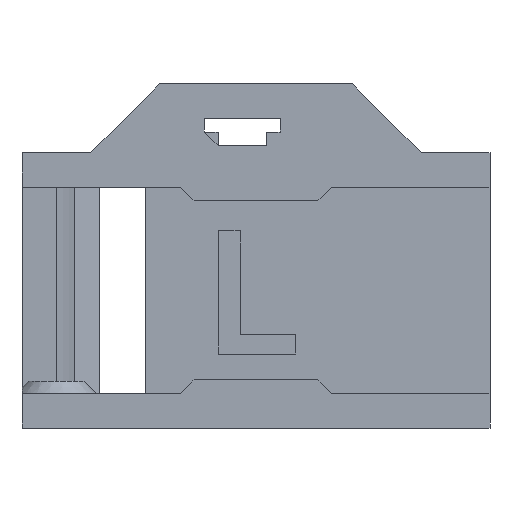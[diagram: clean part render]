
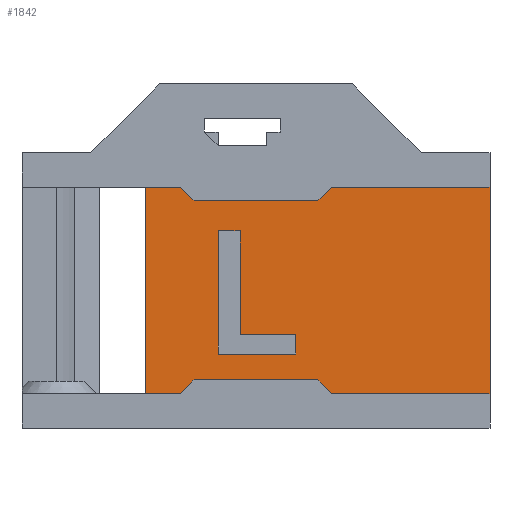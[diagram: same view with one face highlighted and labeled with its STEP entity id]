
A CAD part, front view. The second image highlights one B-rep face of the part: STEP entity #1842.
In plain terms, the highlighted planar face has unit normal (0, -1, 0).
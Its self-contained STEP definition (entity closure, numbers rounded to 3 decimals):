
#86=FACE_BOUND('',#270,.T.);
#158=FACE_OUTER_BOUND('',#269,.T.);
#269=EDGE_LOOP('',(#1530,#1531,#1532,#1533,#1534,#1535,#1536,#1537,#1538,
#1539,#1540,#1541));
#270=EDGE_LOOP('',(#1542,#1543,#1544,#1545,#1546,#1547));
#389=LINE('',#2670,#609);
#393=LINE('',#2678,#613);
#396=LINE('',#2684,#616);
#399=LINE('',#2690,#619);
#402=LINE('',#2696,#622);
#405=LINE('',#2701,#625);
#418=LINE('',#2763,#638);
#430=LINE('',#2803,#650);
#444=LINE('',#2832,#664);
#488=LINE('',#2932,#708);
#490=LINE('',#2936,#710);
#492=LINE('',#2940,#712);
#500=LINE('',#2958,#720);
#501=LINE('',#2961,#721);
#502=LINE('',#2963,#722);
#503=LINE('',#2965,#723);
#504=LINE('',#2966,#724);
#505=LINE('',#2967,#725);
#609=VECTOR('',#2145,10.);
#613=VECTOR('',#2151,10.);
#616=VECTOR('',#2156,10.);
#619=VECTOR('',#2161,10.);
#622=VECTOR('',#2166,10.);
#625=VECTOR('',#2171,10.);
#638=VECTOR('',#2214,1000.);
#650=VECTOR('',#2254,1000.);
#664=VECTOR('',#2276,1000.);
#708=VECTOR('',#2364,1000.);
#710=VECTOR('',#2368,1000.);
#712=VECTOR('',#2372,1000.);
#720=VECTOR('',#2392,1000.);
#721=VECTOR('',#2395,1000.);
#722=VECTOR('',#2396,1000.);
#723=VECTOR('',#2397,1000.);
#724=VECTOR('',#2398,1000.);
#725=VECTOR('',#2399,1000.);
#817=VERTEX_POINT('',#2668);
#818=VERTEX_POINT('',#2669);
#821=VERTEX_POINT('',#2677);
#823=VERTEX_POINT('',#2683);
#825=VERTEX_POINT('',#2689);
#827=VERTEX_POINT('',#2695);
#846=VERTEX_POINT('',#2760);
#847=VERTEX_POINT('',#2762);
#860=VERTEX_POINT('',#2800);
#861=VERTEX_POINT('',#2802);
#871=VERTEX_POINT('',#2829);
#872=VERTEX_POINT('',#2831);
#906=VERTEX_POINT('',#2930);
#907=VERTEX_POINT('',#2934);
#908=VERTEX_POINT('',#2938);
#913=VERTEX_POINT('',#2960);
#914=VERTEX_POINT('',#2962);
#915=VERTEX_POINT('',#2964);
#1004=EDGE_CURVE('',#817,#818,#389,.T.);
#1008=EDGE_CURVE('',#821,#817,#393,.T.);
#1011=EDGE_CURVE('',#823,#821,#396,.T.);
#1014=EDGE_CURVE('',#825,#823,#399,.T.);
#1017=EDGE_CURVE('',#827,#825,#402,.T.);
#1020=EDGE_CURVE('',#818,#827,#405,.T.);
#1045=EDGE_CURVE('',#847,#846,#418,.T.);
#1064=EDGE_CURVE('',#861,#860,#430,.T.);
#1079=EDGE_CURVE('',#871,#872,#444,.T.);
#1131=EDGE_CURVE('',#860,#906,#488,.T.);
#1133=EDGE_CURVE('',#906,#907,#490,.F.);
#1135=EDGE_CURVE('',#908,#872,#492,.T.);
#1144=EDGE_CURVE('',#847,#871,#500,.T.);
#1145=EDGE_CURVE('',#846,#913,#501,.F.);
#1146=EDGE_CURVE('',#914,#913,#502,.T.);
#1147=EDGE_CURVE('',#914,#915,#503,.T.);
#1148=EDGE_CURVE('',#861,#915,#504,.T.);
#1149=EDGE_CURVE('',#907,#908,#505,.T.);
#1530=ORIENTED_EDGE('',*,*,#1144,.F.);
#1531=ORIENTED_EDGE('',*,*,#1045,.T.);
#1532=ORIENTED_EDGE('',*,*,#1145,.T.);
#1533=ORIENTED_EDGE('',*,*,#1146,.F.);
#1534=ORIENTED_EDGE('',*,*,#1147,.T.);
#1535=ORIENTED_EDGE('',*,*,#1148,.F.);
#1536=ORIENTED_EDGE('',*,*,#1064,.T.);
#1537=ORIENTED_EDGE('',*,*,#1131,.T.);
#1538=ORIENTED_EDGE('',*,*,#1133,.T.);
#1539=ORIENTED_EDGE('',*,*,#1149,.T.);
#1540=ORIENTED_EDGE('',*,*,#1135,.T.);
#1541=ORIENTED_EDGE('',*,*,#1079,.F.);
#1542=ORIENTED_EDGE('',*,*,#1004,.T.);
#1543=ORIENTED_EDGE('',*,*,#1020,.T.);
#1544=ORIENTED_EDGE('',*,*,#1017,.T.);
#1545=ORIENTED_EDGE('',*,*,#1014,.T.);
#1546=ORIENTED_EDGE('',*,*,#1011,.T.);
#1547=ORIENTED_EDGE('',*,*,#1008,.T.);
#1751=PLANE('',#1982);
#1842=ADVANCED_FACE('',(#158,#86),#1751,.F.);
#1982=AXIS2_PLACEMENT_3D('',#2959,#2393,#2394);
#2145=DIRECTION('',(0.,0.,-1.));
#2151=DIRECTION('',(1.,0.,0.));
#2156=DIRECTION('',(0.,0.,-1.));
#2161=DIRECTION('',(1.,0.,0.));
#2166=DIRECTION('',(0.,0.,1.));
#2171=DIRECTION('',(-1.,0.,0.));
#2214=DIRECTION('',(1.,0.,0.));
#2254=DIRECTION('',(0.,0.,1.));
#2276=DIRECTION('',(1.,0.,0.));
#2364=DIRECTION('',(-1.,0.,0.));
#2368=DIRECTION('',(0.707,0.,0.707));
#2372=DIRECTION('',(-0.707,0.,0.707));
#2392=DIRECTION('',(0.,0.,1.));
#2393=DIRECTION('center_axis',(0.,1.,0.));
#2394=DIRECTION('ref_axis',(0.,0.,-1.));
#2395=DIRECTION('',(-0.707,0.,-0.707));
#2396=DIRECTION('',(-1.,0.,0.));
#2397=DIRECTION('',(0.707,0.,-0.707));
#2398=DIRECTION('',(-1.,0.,0.));
#2399=DIRECTION('',(-1.,0.,0.));
#2668=CARTESIAN_POINT('',(408.088,-97.,-36.42));
#2669=CARTESIAN_POINT('',(408.088,-97.,-39.24));
#2670=CARTESIAN_POINT('',(408.088,-97.,-40.711));
#2677=CARTESIAN_POINT('',(400.007,-97.,-36.42));
#2678=CARTESIAN_POINT('',(394.404,-97.,-36.42));
#2683=CARTESIAN_POINT('',(400.007,-97.,-21.357));
#2684=CARTESIAN_POINT('',(400.007,-97.,-33.179));
#2689=CARTESIAN_POINT('',(396.834,-97.,-21.357));
#2690=CARTESIAN_POINT('',(392.817,-97.,-21.357));
#2695=CARTESIAN_POINT('',(396.834,-97.,-39.24));
#2696=CARTESIAN_POINT('',(396.834,-97.,-42.121));
#2701=CARTESIAN_POINT('',(398.444,-97.,-39.24));
#2760=CARTESIAN_POINT('',(391.3,-97.,-45.));
#2762=CARTESIAN_POINT('',(386.3,-97.,-45.));
#2763=CARTESIAN_POINT('',(388.8,-97.,-45.));
#2800=CARTESIAN_POINT('',(436.3,-97.,-15.));
#2802=CARTESIAN_POINT('',(436.3,-97.,-45.));
#2803=CARTESIAN_POINT('',(436.3,-97.,-45.002));
#2829=CARTESIAN_POINT('',(386.3,-97.,-15.));
#2831=CARTESIAN_POINT('',(391.3,-97.,-15.));
#2832=CARTESIAN_POINT('',(388.8,-97.,-15.));
#2930=CARTESIAN_POINT('',(413.3,-97.,-15.));
#2932=CARTESIAN_POINT('',(424.8,-97.,-15.));
#2934=CARTESIAN_POINT('',(411.3,-97.,-17.));
#2936=CARTESIAN_POINT('',(413.3,-97.,-15.));
#2938=CARTESIAN_POINT('',(393.3,-97.,-17.));
#2940=CARTESIAN_POINT('',(393.3,-97.,-17.));
#2958=CARTESIAN_POINT('',(386.3,-97.,-45.002));
#2959=CARTESIAN_POINT('Origin',(388.8,-97.,-45.002));
#2960=CARTESIAN_POINT('',(393.3,-97.,-43.));
#2961=CARTESIAN_POINT('',(391.3,-97.,-45.));
#2962=CARTESIAN_POINT('',(411.3,-97.,-43.));
#2963=CARTESIAN_POINT('',(421.3,-97.,-43.));
#2964=CARTESIAN_POINT('',(413.3,-97.,-45.));
#2965=CARTESIAN_POINT('',(411.3,-97.,-43.));
#2966=CARTESIAN_POINT('',(424.8,-97.,-45.));
#2967=CARTESIAN_POINT('',(421.3,-97.,-17.));
